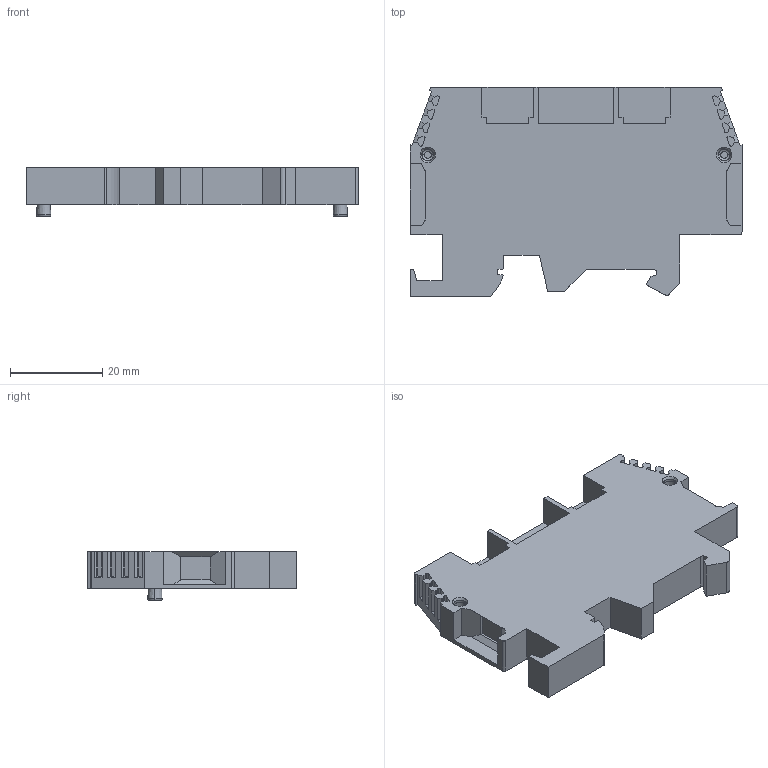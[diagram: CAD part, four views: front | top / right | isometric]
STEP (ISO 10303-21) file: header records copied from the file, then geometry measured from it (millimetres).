
FILE_DESCRIPTION((''),'2;1');
FILE_NAME('PTK100_KOMBI35_ISO_STEP','2011-05-19T',('Stollb'),(''),'PRO/ENGINEER BY PARAMETRIC TECHNOLOGY CORPORATION, 2007390','PRO/ENGINEER BY PARAMETRIC TECHNOLOGY CORPORATION, 2007390','');
FILE_SCHEMA(('CONFIG_CONTROL_DESIGN'));
Length unit declared in the file: millimetre
Products named in the file (1): PTK100_KOMBI35_ISO_STEP
Bounding box: 72 x 45.5 x 10.6 mm (x, y, z)
Volume: 18995.1 mm3; surface area: 8714.2 mm2
Topology: 1 solids, 1 shells, 246 faces, 660 edges, 422 vertices
Faces by surface type: plane 177, cylinder 41, cone 16, torus 8, sphere 4
Entity records: 7588 total; most frequent: CARTESIAN_POINT 1324, ORIENTED_EDGE 1312, DIRECTION 1266, EDGE_CURVE 656, VECTOR 538, LINE 538, VERTEX_POINT 422, AXIS2_PLACEMENT_3D 364
